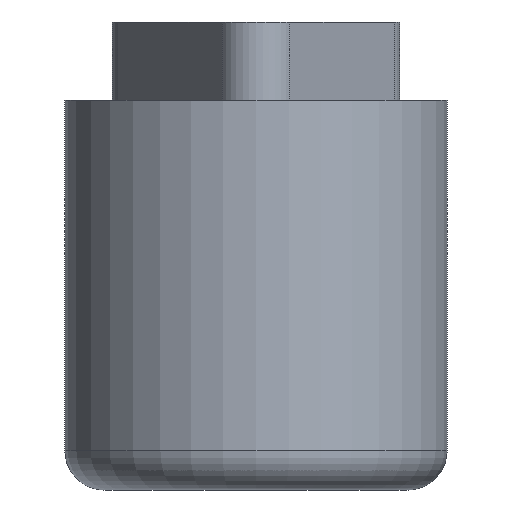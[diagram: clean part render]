
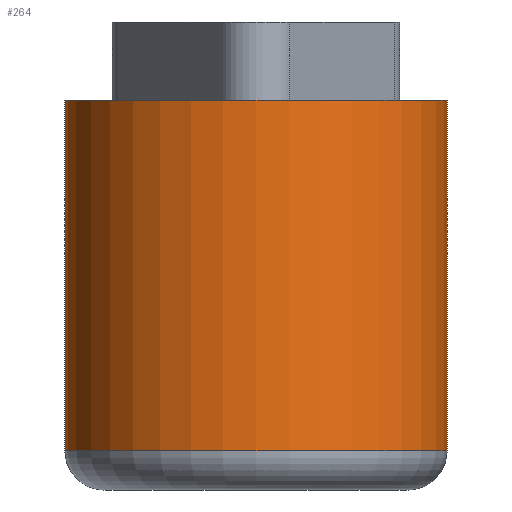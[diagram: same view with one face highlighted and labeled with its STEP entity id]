
A CAD part, front view. The second image highlights one B-rep face of the part: STEP entity #264.
In plain terms, the highlighted cylindrical face has radius 4.9 mm (diameter 9.8 mm), a partial arc.
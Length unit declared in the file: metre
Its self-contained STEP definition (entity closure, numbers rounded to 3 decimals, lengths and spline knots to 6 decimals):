
#14=CYLINDRICAL_SURFACE('',#299,0.0049);
#21=CIRCLE('',#294,0.0049);
#26=CIRCLE('',#300,0.0049);
#47=ORIENTED_EDGE('',*,*,#123,.F.);
#48=ORIENTED_EDGE('',*,*,#124,.T.);
#49=ORIENTED_EDGE('',*,*,#125,.T.);
#50=ORIENTED_EDGE('',*,*,#114,.F.);
#114=EDGE_CURVE('',#151,#153,#21,.T.);
#123=EDGE_CURVE('',#161,#151,#180,.T.);
#124=EDGE_CURVE('',#161,#162,#26,.T.);
#125=EDGE_CURVE('',#162,#153,#181,.T.);
#151=VERTEX_POINT('',#419);
#153=VERTEX_POINT('',#422);
#161=VERTEX_POINT('',#440);
#162=VERTEX_POINT('',#442);
#180=LINE('',#439,#202);
#181=LINE('',#443,#203);
#202=VECTOR('',#347,1.);
#203=VECTOR('',#350,1.);
#221=EDGE_LOOP('',(#47,#48,#49,#50));
#239=FACE_BOUND('',#221,.T.);
#264=ADVANCED_FACE('',(#239),#14,.T.);
#294=AXIS2_PLACEMENT_3D('',#421,#331,#332);
#299=AXIS2_PLACEMENT_3D('',#438,#345,#346);
#300=AXIS2_PLACEMENT_3D('',#441,#348,#349);
#331=DIRECTION('',(0.,0.,1.));
#332=DIRECTION('',(1.,0.,0.));
#345=DIRECTION('',(0.,0.,1.));
#346=DIRECTION('',(1.,0.,0.));
#347=DIRECTION('',(0.,0.,1.));
#348=DIRECTION('',(0.,0.,1.));
#349=DIRECTION('',(1.,0.,0.));
#350=DIRECTION('',(0.,0.,1.));
#419=CARTESIAN_POINT('',(-0.0049,-0.0075,0.));
#421=CARTESIAN_POINT('',(0.,-0.0075,0.));
#422=CARTESIAN_POINT('',(0.0049,-0.0075,0.));
#438=CARTESIAN_POINT('',(0.,-0.0075,-0.015));
#439=CARTESIAN_POINT('',(-0.0049,-0.0075,-0.015));
#440=CARTESIAN_POINT('',(-0.0049,-0.0075,-0.009));
#441=CARTESIAN_POINT('',(0.,-0.0075,-0.009));
#442=CARTESIAN_POINT('',(0.0049,-0.0075,-0.009));
#443=CARTESIAN_POINT('',(0.0049,-0.0075,-0.015));
